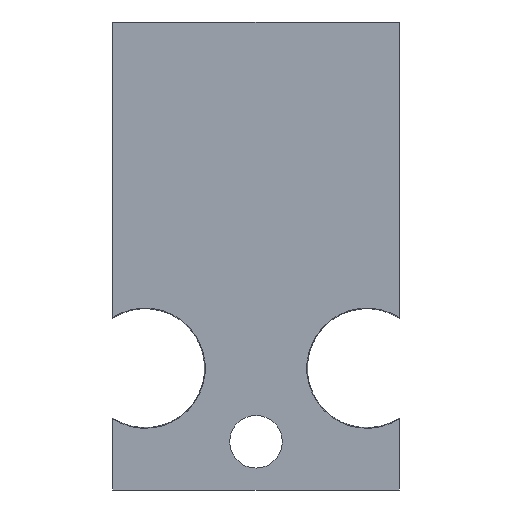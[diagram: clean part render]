
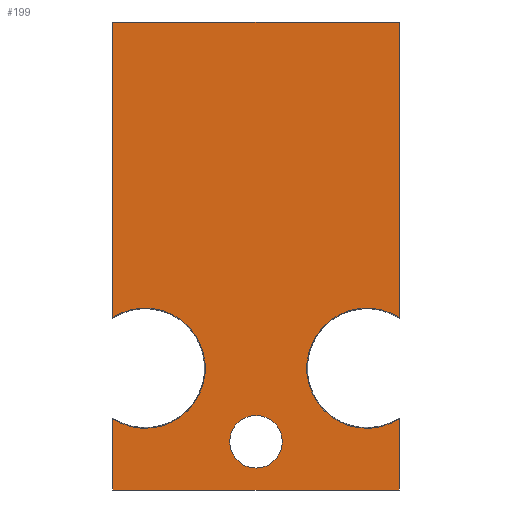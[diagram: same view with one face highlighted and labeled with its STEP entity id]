
A CAD part, front view. The second image highlights one B-rep face of the part: STEP entity #199.
In plain terms, the highlighted planar face has unit normal (0, -1, 0).
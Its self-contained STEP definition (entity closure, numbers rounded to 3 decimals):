
#17=FACE_BOUND('',#46,.T.);
#20=CIRCLE('',#225,1.5);
#21=CIRCLE('',#227,3.429);
#22=CIRCLE('',#228,3.429);
#34=FACE_OUTER_BOUND('',#45,.T.);
#45=EDGE_LOOP('',(#149,#150,#151,#152,#153,#154,#155,#156));
#46=EDGE_LOOP('',(#157));
#57=LINE('',#299,#74);
#58=LINE('',#306,#75);
#63=LINE('',#316,#80);
#65=LINE('',#327,#82);
#66=LINE('',#330,#83);
#67=LINE('',#331,#84);
#74=VECTOR('',#244,10.);
#75=VECTOR('',#247,10.);
#80=VECTOR('',#254,10.);
#82=VECTOR('',#266,10.);
#83=VECTOR('',#269,10.);
#84=VECTOR('',#270,10.);
#88=VERTEX_POINT('',#292);
#91=VERTEX_POINT('',#297);
#93=VERTEX_POINT('',#302);
#94=VERTEX_POINT('',#309);
#97=VERTEX_POINT('',#314);
#99=VERTEX_POINT('',#320);
#100=VERTEX_POINT('',#324);
#101=VERTEX_POINT('',#325);
#102=VERTEX_POINT('',#328);
#109=EDGE_CURVE('',#88,#91,#57,.T.);
#111=EDGE_CURVE('',#91,#93,#58,.T.);
#116=EDGE_CURVE('',#94,#97,#63,.T.);
#119=EDGE_CURVE('',#99,#99,#20,.T.);
#120=EDGE_CURVE('',#100,#101,#21,.T.);
#121=EDGE_CURVE('',#101,#88,#65,.T.);
#122=EDGE_CURVE('',#93,#102,#22,.T.);
#123=EDGE_CURVE('',#102,#94,#66,.T.);
#124=EDGE_CURVE('',#97,#100,#67,.T.);
#149=ORIENTED_EDGE('',*,*,#120,.T.);
#150=ORIENTED_EDGE('',*,*,#121,.T.);
#151=ORIENTED_EDGE('',*,*,#109,.T.);
#152=ORIENTED_EDGE('',*,*,#111,.T.);
#153=ORIENTED_EDGE('',*,*,#122,.T.);
#154=ORIENTED_EDGE('',*,*,#123,.T.);
#155=ORIENTED_EDGE('',*,*,#116,.T.);
#156=ORIENTED_EDGE('',*,*,#124,.T.);
#157=ORIENTED_EDGE('',*,*,#119,.T.);
#190=PLANE('',#226);
#199=ADVANCED_FACE('',(#34,#17),#190,.T.);
#225=AXIS2_PLACEMENT_3D('',#322,#260,#261);
#226=AXIS2_PLACEMENT_3D('',#323,#262,#263);
#227=AXIS2_PLACEMENT_3D('',#326,#264,#265);
#228=AXIS2_PLACEMENT_3D('',#329,#267,#268);
#244=DIRECTION('',(-1.,0.,0.));
#247=DIRECTION('',(0.,0.,-1.));
#254=DIRECTION('',(1.,0.,0.));
#260=DIRECTION('center_axis',(0.,1.,0.));
#261=DIRECTION('ref_axis',(0.,0.,1.));
#262=DIRECTION('center_axis',(0.,-1.,0.));
#263=DIRECTION('ref_axis',(0.,0.,1.));
#264=DIRECTION('center_axis',(0.,1.,0.));
#265=DIRECTION('ref_axis',(0.,0.,1.));
#266=DIRECTION('',(0.,0.,1.));
#267=DIRECTION('center_axis',(0.,1.,0.));
#268=DIRECTION('ref_axis',(0.,0.,1.));
#269=DIRECTION('',(0.,0.,-1.));
#270=DIRECTION('',(0.,0.,1.));
#292=CARTESIAN_POINT('',(-1.9,5.578,-5.05));
#297=CARTESIAN_POINT('',(-18.25,5.578,-5.05));
#299=CARTESIAN_POINT('',(-10.075,5.578,-5.05));
#302=CARTESIAN_POINT('',(-18.25,5.578,-21.912));
#306=CARTESIAN_POINT('',(-18.25,5.578,-18.4));
#309=CARTESIAN_POINT('',(-18.25,5.578,-31.75));
#314=CARTESIAN_POINT('',(-1.9,5.578,-31.75));
#316=CARTESIAN_POINT('',(-10.075,5.578,-31.75));
#320=CARTESIAN_POINT('',(-10.075,5.578,-30.5));
#322=CARTESIAN_POINT('Origin',(-10.075,5.578,-29.));
#323=CARTESIAN_POINT('Origin',(-10.075,5.578,-18.4));
#324=CARTESIAN_POINT('',(-1.9,5.578,-27.688));
#325=CARTESIAN_POINT('',(-1.9,5.578,-21.912));
#326=CARTESIAN_POINT('Origin',(-3.75,5.578,-24.8));
#327=CARTESIAN_POINT('',(-1.9,5.578,-18.4));
#328=CARTESIAN_POINT('',(-18.25,5.578,-27.688));
#329=CARTESIAN_POINT('Origin',(-16.4,5.578,-24.8));
#330=CARTESIAN_POINT('',(-18.25,5.578,-18.4));
#331=CARTESIAN_POINT('',(-1.9,5.578,-18.4));
